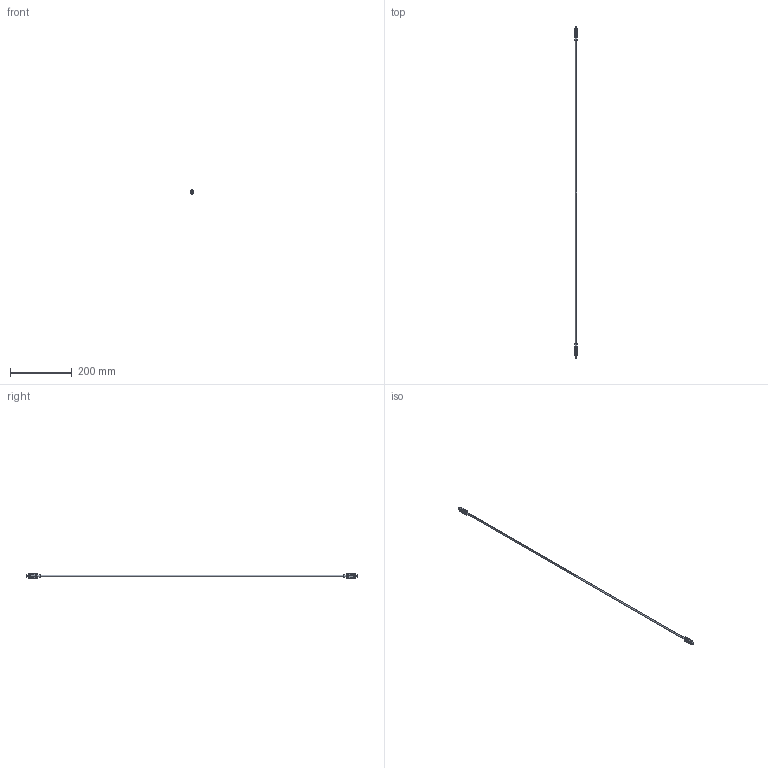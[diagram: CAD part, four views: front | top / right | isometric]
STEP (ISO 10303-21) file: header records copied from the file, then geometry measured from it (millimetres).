
FILE_DESCRIPTION((''),'2;1');
FILE_NAME('NMK-20U-1','2019-12-09T14:08:02',('sfr'),(''),'CREO PARAMETRIC BY PTC INC, 2019080','CREO PARAMETRIC BY PTC INC, 2019080','');
FILE_SCHEMA(('CONFIG_CONTROL_DESIGN'));
Length unit declared in the file: millimetre
Products named in the file (1): NMK-20U-1
Bounding box: 7 x 1076.6 x 14.5 mm (x, y, z)
Volume: 26114.6 mm3; surface area: 19526 mm2
Topology: 1 solids, 3 shells, 906 faces, 2434 edges, 1600 vertices
Faces by surface type: plane 500, bspline 312, cylinder 70, extrusion 16, torus 8
Entity records: 39762 total; most frequent: CARTESIAN_POINT 19254, ORIENTED_EDGE 4868, DIRECTION 3048, EDGE_CURVE 2434, VERTEX_POINT 1600, VECTOR 1588, LINE 1572, EDGE_LOOP 976
